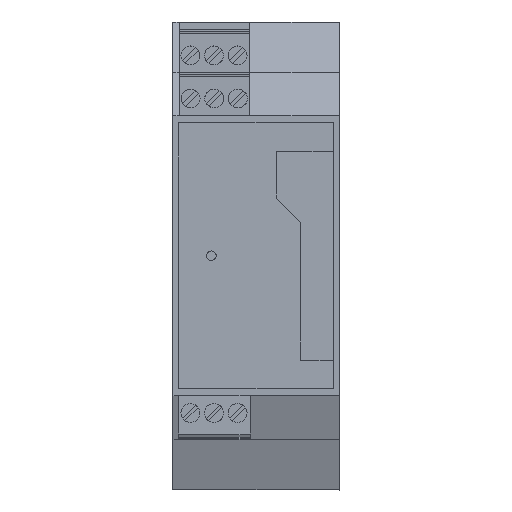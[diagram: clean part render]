
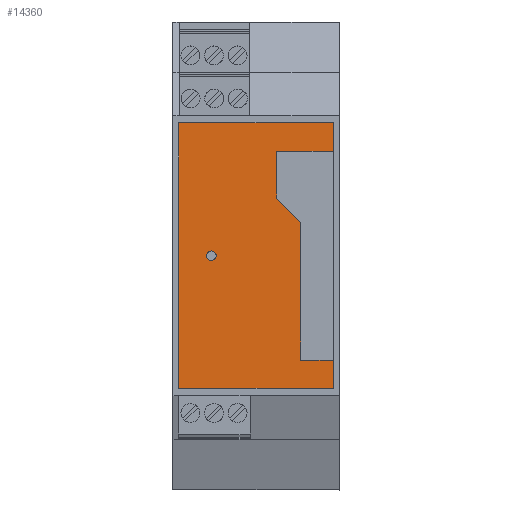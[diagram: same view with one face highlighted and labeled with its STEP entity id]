
A CAD part, top view. The second image highlights one B-rep face of the part: STEP entity #14360.
In plain terms, the highlighted face is planar.
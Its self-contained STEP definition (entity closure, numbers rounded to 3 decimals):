
#11080=CARTESIAN_POINT('',(-22.1,94.9,
33.95));
#11090=VERTEX_POINT('',#11080);
#11240=CARTESIAN_POINT('',(22.1,94.9,
33.95));
#11250=VERTEX_POINT('',#11240);
#11280=CARTESIAN_POINT('',(0.,94.9,
33.95));
#11290=DIRECTION('',(-1.,0.,0.));
#11300=VECTOR('',#11290,1.);
#11310=LINE('',#11280,#11300);
#11320=CARTESIAN_POINT('',(28.1,94.9,
33.95));
#11330=VERTEX_POINT('',#11320);
#11340=EDGE_CURVE('',#11330,#11250,#11310,.T.);
#11470=CARTESIAN_POINT('',(-28.1,94.9,
33.95));
#11480=VERTEX_POINT('',#11470);
#11510=EDGE_CURVE('',#11090,#11480,#11310,.T.);
#11610=CARTESIAN_POINT('',(-28.1,94.9,
21.35));
#11620=DIRECTION('',(0.,0.,-1.));
#11630=VECTOR('',#11620,1.);
#11640=LINE('',#11610,#11630);
#11650=CARTESIAN_POINT('',(-28.1,94.9,
1.25));
#11660=VERTEX_POINT('',#11650);
#11670=EDGE_CURVE('',#11480,#11660,#11640,.T.);
#11850=CARTESIAN_POINT('',(-28.1,94.9,
1.25));
#11860=DIRECTION('',(1.,0.,0.));
#11870=VECTOR('',#11860,1.);
#11880=LINE('',#11850,#11870);
#11890=CARTESIAN_POINT('',(28.1,94.9,
1.25));
#11900=VERTEX_POINT('',#11890);
#11910=EDGE_CURVE('',#11660,#11900,#11880,.T.);
#12670=CARTESIAN_POINT('',(12.2,94.9,
21.95));
#12680=VERTEX_POINT('',#12670);
#12760=CARTESIAN_POINT('',(7.1,94.9,
27.05));
#12770=VERTEX_POINT('',#12760);
#12800=CARTESIAN_POINT('',(21.49,94.9,
12.66));
#12810=DIRECTION('',(-0.707,0.,
0.707));
#12820=VECTOR('',#12810,1.);
#12830=LINE('',#12800,#12820);
#12840=EDGE_CURVE('',#12680,#12770,#12830,.T.);
#13070=CARTESIAN_POINT('',(22.1,94.9,
21.95));
#13080=VERTEX_POINT('',#13070);
#13110=CARTESIAN_POINT('',(22.1,94.9,
12.56));
#13120=DIRECTION('',(0.,0.,-1.));
#13130=VECTOR('',#13120,1.);
#13140=LINE('',#13110,#13130);
#13150=EDGE_CURVE('',#11250,#13080,#13140,.T.);
#13350=CARTESIAN_POINT('',(0.,94.9,
21.95));
#13360=DIRECTION('',(-1.,0.,0.));
#13370=VECTOR('',#13360,1.);
#13380=LINE('',#13350,#13370);
#13390=EDGE_CURVE('',#13080,#12680,#13380,.T.);
#13560=CARTESIAN_POINT('',(0.,94.9,
27.05));
#13570=DIRECTION('',(-1.,0.,0.));
#13580=VECTOR('',#13570,1.);
#13590=LINE('',#13560,#13580);
#13600=CARTESIAN_POINT('',(-22.1,94.9,
27.05));
#13610=VERTEX_POINT('',#13600);
#13620=EDGE_CURVE('',#12770,#13610,#13590,.T.);
#13870=CARTESIAN_POINT('',(28.1,94.9,
21.35));
#13880=DIRECTION('',(0.,0.,-1.));
#13890=VECTOR('',#13880,1.);
#13900=LINE('',#13870,#13890);
#13910=EDGE_CURVE('',#11330,#11900,#13900,.T.);
#13990=CARTESIAN_POINT('',(0.,94.9,
11.3));
#14000=DIRECTION('',(0.,1.,0.));
#14010=DIRECTION('',(-1.,0.,0.));
#14020=AXIS2_PLACEMENT_3D('',#13990,#14000,#14010);
#14030=PLANE('',#14020);
#14040=ORIENTED_EDGE('',*,*,#13620,.F.);
#14050=CARTESIAN_POINT('',(-22.1,94.9,
12.56));
#14060=DIRECTION('',(0.,0.,1.));
#14070=VECTOR('',#14060,1.);
#14080=LINE('',#14050,#14070);
#14090=EDGE_CURVE('',#13610,#11090,#14080,.T.);
#14100=ORIENTED_EDGE('',*,*,#14090,.F.);
#14110=ORIENTED_EDGE('',*,*,#11510,.F.);
#14120=ORIENTED_EDGE('',*,*,#11670,.F.);
#14130=ORIENTED_EDGE('',*,*,#11910,.F.);
#14140=ORIENTED_EDGE('',*,*,#13910,.T.);
#14150=ORIENTED_EDGE('',*,*,#11340,.F.);
#14160=ORIENTED_EDGE('',*,*,#13150,.F.);
#14170=ORIENTED_EDGE('',*,*,#13390,.F.);
#14180=ORIENTED_EDGE('',*,*,#12840,.F.);
#14190=EDGE_LOOP('',(#14180,#14170,#14160,#14150,#14140,#14130,#14120,
#14110,#14100,#14040));
#14200=FACE_OUTER_BOUND('',#14190,.T.);
#14210=CARTESIAN_POINT('',(0.,94.9,
8.15));
#14220=DIRECTION('',(0.,1.,0.));
#14230=DIRECTION('',(1.,0.,0.));
#14240=AXIS2_PLACEMENT_3D('',#14210,#14220,#14230);
#14250=CIRCLE('',#14240,1.);
#14260=CARTESIAN_POINT('',(1.,94.9,
8.15));
#14270=VERTEX_POINT('',#14260);
#14280=CARTESIAN_POINT('',(-1.,94.9,
8.15));
#14290=VERTEX_POINT('',#14280);
#14300=EDGE_CURVE('',#14270,#14290,#14250,.T.);
#14310=ORIENTED_EDGE('',*,*,#14300,.F.);
#14320=EDGE_CURVE('',#14290,#14270,#14250,.T.);
#14330=ORIENTED_EDGE('',*,*,#14320,.F.);
#14340=EDGE_LOOP('',(#14330,#14310));
#14350=FACE_BOUND('',#14340,.T.);
#14360=ADVANCED_FACE('',(#14200,#14350),#14030,.T.);
